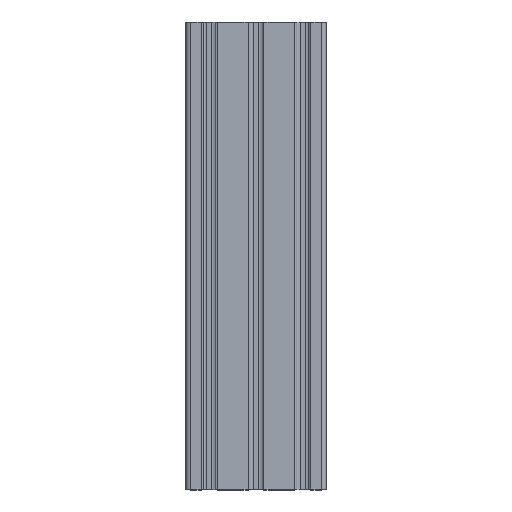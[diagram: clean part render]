
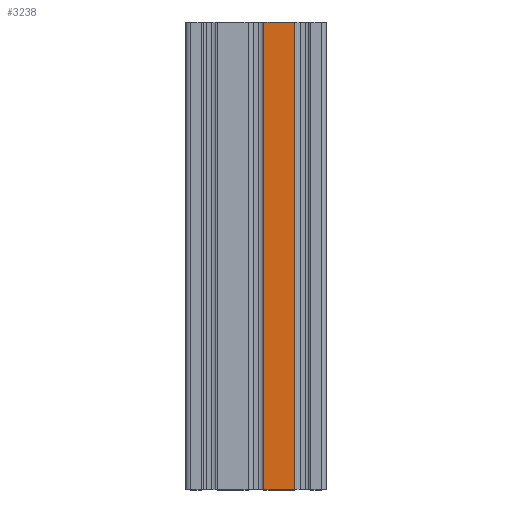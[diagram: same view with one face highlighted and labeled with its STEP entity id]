
A CAD part, top view. The second image highlights one B-rep face of the part: STEP entity #3238.
In plain terms, the highlighted planar face has unit normal (0, 0, 1).
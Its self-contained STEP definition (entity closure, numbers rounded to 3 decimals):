
#389=FACE_OUTER_BOUND('',#557,.T.);
#557=EDGE_LOOP('',(#2514,#2515,#2516,#2517));
#837=LINE('',#5279,#1157);
#838=LINE('',#5283,#1158);
#839=LINE('',#5285,#1159);
#840=LINE('',#5286,#1160);
#1157=VECTOR('',#4297,200.);
#1158=VECTOR('',#4302,13.25);
#1159=VECTOR('',#4303,200.);
#1160=VECTOR('',#4304,13.25);
#1484=VERTEX_POINT('',#5276);
#1485=VERTEX_POINT('',#5278);
#1486=VERTEX_POINT('',#5282);
#1487=VERTEX_POINT('',#5284);
#1918=EDGE_CURVE('',#1484,#1485,#837,.T.);
#1920=EDGE_CURVE('',#1484,#1486,#838,.T.);
#1921=EDGE_CURVE('',#1486,#1487,#839,.T.);
#1922=EDGE_CURVE('',#1485,#1487,#840,.T.);
#2514=ORIENTED_EDGE('',*,*,#1920,.T.);
#2515=ORIENTED_EDGE('',*,*,#1921,.T.);
#2516=ORIENTED_EDGE('',*,*,#1922,.F.);
#2517=ORIENTED_EDGE('',*,*,#1918,.F.);
#3098=PLANE('',#3521);
#3238=ADVANCED_FACE('',(#389),#3098,.T.);
#3521=AXIS2_PLACEMENT_3D('',#5281,#4300,#4301);
#4297=DIRECTION('',(0.,-1.,0.));
#4300=DIRECTION('center_axis',(0.,0.,1.));
#4301=DIRECTION('ref_axis',(1.,0.,0.));
#4302=DIRECTION('',(-1.,0.,0.));
#4303=DIRECTION('',(0.,-1.,0.));
#4304=DIRECTION('',(-1.,0.,0.));
#5276=CARTESIAN_POINT('',(16.625,200.,10.));
#5278=CARTESIAN_POINT('',(16.625,0.,10.));
#5279=CARTESIAN_POINT('',(16.625,0.,10.));
#5281=CARTESIAN_POINT('Origin',(3.375,0.,10.));
#5282=CARTESIAN_POINT('',(3.375,200.,10.));
#5283=CARTESIAN_POINT('',(1.687,200.,10.));
#5284=CARTESIAN_POINT('',(3.375,0.,10.));
#5285=CARTESIAN_POINT('',(3.375,0.,10.));
#5286=CARTESIAN_POINT('',(1.687,0.,10.));
